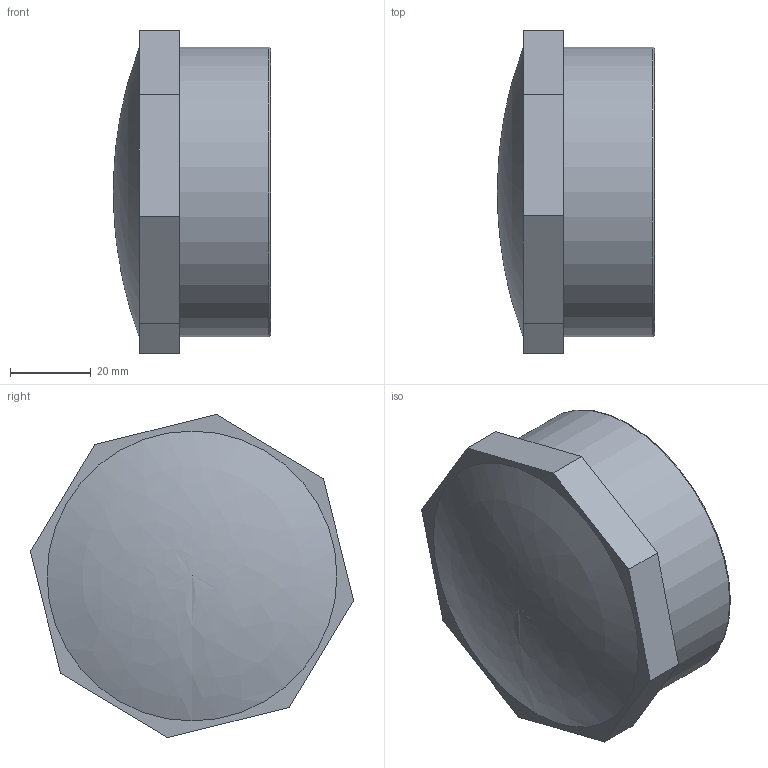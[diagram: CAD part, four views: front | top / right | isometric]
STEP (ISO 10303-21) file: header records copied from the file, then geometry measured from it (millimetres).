
FILE_DESCRIPTION(/* description */ (''),/* implementation_level */ '2;1');
FILE_NAME(/* name */ 'CA710630.stp',/* time_stamp */ '2017-02-15T16:22:06+01:00',/* author */ ('Gabriele'),/* organization */ (''),/* preprocessor_version */ 'ST-DEVELOPER v16.5',/* originating_system */ 'Autodesk Inventor 2017',/* authorisation */ '');
FILE_SCHEMA (('AUTOMOTIVE_DESIGN { 1 0 10303 214 3 1 1 }'));
Length unit declared in the file: millimetre
Products named in the file (1): CA710630
Bounding box: 39 x 80.28 x 80.28 mm (x, y, z)
Volume: 71007.8 mm3; surface area: 35157.8 mm2
Topology: 2 solids, 2 shells, 29 faces, 68 edges, 45 vertices
Faces by surface type: plane 14, bspline 8, cylinder 5, torus 2
Full cylindrical faces by diameter (mm): 56.354 x1, 59.61 x2, 72 x1
Entity records: 5893 total; most frequent: CARTESIAN_POINT 5282, ORIENTED_EDGE 120, DIRECTION 98, EDGE_CURVE 60, VERTEX_POINT 45, EDGE_LOOP 41, AXIS2_PLACEMENT_3D 37, FACE_OUTER_BOUND 29
